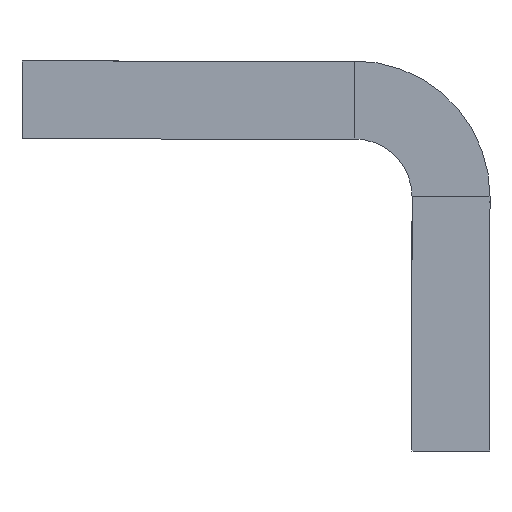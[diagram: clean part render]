
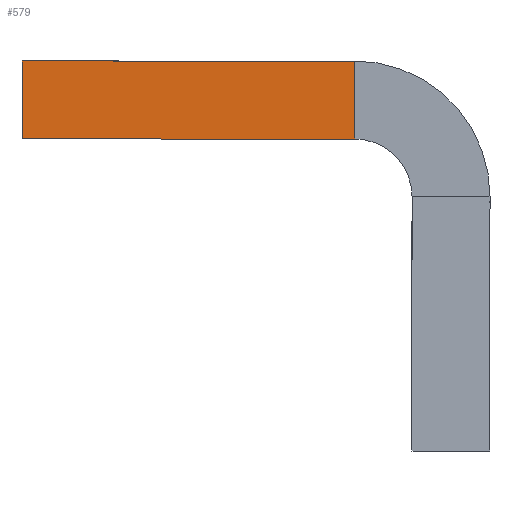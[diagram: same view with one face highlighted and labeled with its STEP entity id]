
A CAD part, left-side view. The second image highlights one B-rep face of the part: STEP entity #579.
In plain terms, the highlighted planar face has unit normal (-1, 0, 0).
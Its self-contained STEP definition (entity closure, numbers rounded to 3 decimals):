
#13 = PLANE ( 'NONE',  #77 ) ;
#20 = VERTEX_POINT ( 'NONE', #158 ) ;
#67 = CARTESIAN_POINT ( 'NONE',  ( 0., 5., 4. ) ) ;
#77 = AXIS2_PLACEMENT_3D ( 'NONE', #228, #453, #678 ) ;
#110 = EDGE_CURVE ( 'NONE', #499, #552, #454, .T. ) ;
#112 = VECTOR ( 'NONE', #479, 1000. ) ;
#116 = EDGE_LOOP ( 'NONE', ( #169, #288, #307, #323 ) ) ;
#137 = LINE ( 'NONE', #300, #112 ) ;
#139 = LINE ( 'NONE', #651, #426 ) ;
#146 = EDGE_CURVE ( 'NONE', #692, #20, #137, .T. ) ;
#158 = CARTESIAN_POINT ( 'NONE',  ( 0., 0.737, 5. ) ) ;
#168 = CARTESIAN_POINT ( 'NONE',  ( 0., 5., 5. ) ) ;
#169 = ORIENTED_EDGE ( 'NONE', *, *, #146, .T. ) ;
#180 = EDGE_CURVE ( 'NONE', #20, #499, #192, .T. ) ;
#192 = LINE ( 'NONE', #194, #295 ) ;
#194 = CARTESIAN_POINT ( 'NONE',  ( 0., 0., 5. ) ) ;
#228 = CARTESIAN_POINT ( 'NONE',  ( 0., 5., 5. ) ) ;
#231 = DIRECTION ( 'NONE',  ( 0., 0., -1. ) ) ;
#247 = DIRECTION ( 'NONE',  ( 0., 1., 0. ) ) ;
#288 = ORIENTED_EDGE ( 'NONE', *, *, #180, .T. ) ;
#295 = VECTOR ( 'NONE', #247, 1000. ) ;
#300 = CARTESIAN_POINT ( 'NONE',  ( 0., 0.737, 4. ) ) ;
#307 = ORIENTED_EDGE ( 'NONE', *, *, #110, .T. ) ;
#323 = ORIENTED_EDGE ( 'NONE', *, *, #605, .F. ) ;
#370 = DIRECTION ( 'NONE',  ( 0., 1., 0. ) ) ;
#426 = VECTOR ( 'NONE', #370, 1000. ) ;
#447 = VECTOR ( 'NONE', #231, 1000. ) ;
#453 = DIRECTION ( 'NONE',  ( 1., 0., 0. ) ) ;
#454 = LINE ( 'NONE', #168, #447 ) ;
#472 = CARTESIAN_POINT ( 'NONE',  ( 0., 0.737, 4. ) ) ;
#479 = DIRECTION ( 'NONE',  ( 0., 0., 1. ) ) ;
#499 = VERTEX_POINT ( 'NONE', #682 ) ;
#552 = VERTEX_POINT ( 'NONE', #67 ) ;
#579 = ADVANCED_FACE ( 'NONE', ( #719 ), #13, .F. ) ;
#605 = EDGE_CURVE ( 'NONE', #692, #552, #139, .T. ) ;
#651 = CARTESIAN_POINT ( 'NONE',  ( 0., 5., 4. ) ) ;
#678 = DIRECTION ( 'NONE',  ( 0., 0., 1. ) ) ;
#682 = CARTESIAN_POINT ( 'NONE',  ( 0., 5., 5. ) ) ;
#692 = VERTEX_POINT ( 'NONE', #472 ) ;
#719 = FACE_OUTER_BOUND ( 'NONE', #116, .T. ) ;
